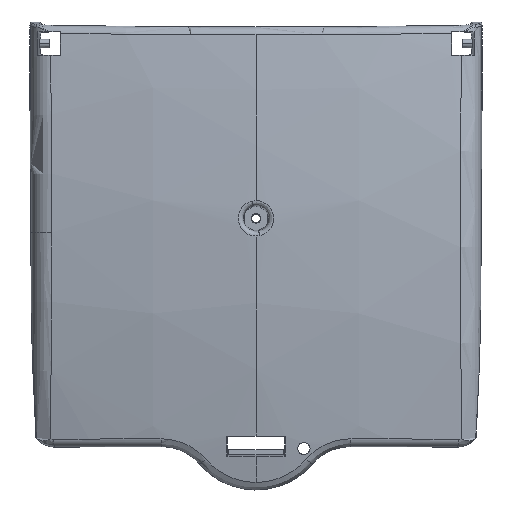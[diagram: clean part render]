
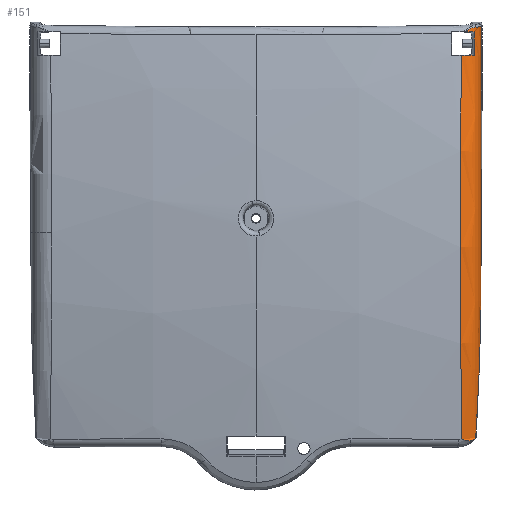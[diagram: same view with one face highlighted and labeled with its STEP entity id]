
A CAD part, top view. The second image highlights one B-rep face of the part: STEP entity #151.
In plain terms, the highlighted toroidal (fillet/blend) face has major radius 252.374 mm and minor radius 5 mm.
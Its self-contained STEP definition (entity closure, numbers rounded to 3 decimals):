
#30 = EDGE_CURVE ( 'NONE', #5039, #1883, #2888, .T. ) ;
#56 = CARTESIAN_POINT ( 'NONE',  ( 44.919, 41.963, 11.387 ) ) ;
#71 = B_SPLINE_CURVE_WITH_KNOTS ( 'NONE', 3,
 ( #2962, #5422, #5014, #99, #2548, #3466, #4000, #3971 ),
 .UNSPECIFIED., .F., .F.,
 ( 4, 2, 2, 4 ),
 ( 0., 0.001, 0.002, 0.003 ),
 .UNSPECIFIED. ) ;
#99 = CARTESIAN_POINT ( 'NONE',  ( 45.187, 42.753, 11.037 ) ) ;
#120 = ORIENTED_EDGE ( 'NONE', *, *, #4374, .F. ) ;
#151 = ADVANCED_FACE ( 'NONE', ( #6000 ), #2307, .T. ) ;
#187 = CARTESIAN_POINT ( 'NONE',  ( 45.543, 37.031, 11.58 ) ) ;
#254 = CARTESIAN_POINT ( 'NONE',  ( 46.926, -14.178, 10.491 ) ) ;
#324 = CARTESIAN_POINT ( 'NONE',  ( 43.325, 36.983, 12.933 ) ) ;
#334 = CARTESIAN_POINT ( 'NONE',  ( 45.415, -43.13, 10.775 ) ) ;
#366 = CARTESIAN_POINT ( 'NONE',  ( 45.623, -43.007, 10.588 ) ) ;
#390 = CARTESIAN_POINT ( 'NONE',  ( 43.819, 36.989, 12.766 ) ) ;
#396 = CARTESIAN_POINT ( 'NONE',  ( 45.799, -42.849, 10.406 ) ) ;
#493 = ORIENTED_EDGE ( 'NONE', *, *, #2871, .F. ) ;
#536 = ORIENTED_EDGE ( 'NONE', *, *, #3503, .F. ) ;
#706 = DIRECTION ( 'NONE',  ( 0.026, 0., -1. ) ) ;
#763 = VERTEX_POINT ( 'NONE', #2822 ) ;
#841 = CARTESIAN_POINT ( 'NONE',  ( 43.097, -43.121, 12.003 ) ) ;
#874 = CARTESIAN_POINT ( 'NONE',  ( 45.543, 37.031, 11.58 ) ) ;
#901 = CARTESIAN_POINT ( 'NONE',  ( 44.711, -43.344, 11.292 ) ) ;
#926 = CARTESIAN_POINT ( 'NONE',  ( 47.013, 43.108, 7.182 ) ) ;
#1067 = CARTESIAN_POINT ( 'NONE',  ( 44.237, 41.977, 11.799 ) ) ;
#1073 = B_SPLINE_CURVE_WITH_KNOTS ( 'NONE', 3,
 ( #4016, #4430, #56, #1067, #1975, #1501 ),
 .UNSPECIFIED., .F., .F.,
 ( 4, 2, 4 ),
 ( 0., 0.001, 0.002 ),
 .UNSPECIFIED. ) ;
#1189 = CARTESIAN_POINT ( 'NONE',  ( 46.92, -16.565, 10.725 ) ) ;
#1436 = CARTESIAN_POINT ( 'NONE',  ( 45.912, 42.916, 10.258 ) ) ;
#1501 = CARTESIAN_POINT ( 'NONE',  ( 43.485, 41.987, 12.085 ) ) ;
#1634 = EDGE_CURVE ( 'NONE', #5512, #4027, #5789, .T. ) ;
#1640 = B_SPLINE_CURVE_WITH_KNOTS ( 'NONE', 3,
 ( #4731, #324, #390, #5686, #3211, #1702, #3177, #5551 ),
 .UNSPECIFIED., .F., .F.,
 ( 4, 2, 2, 4 ),
 ( 0., 0.002, 0.002, 0.003 ),
 .UNSPECIFIED. ) ;
#1702 = CARTESIAN_POINT ( 'NONE',  ( 45.162, 37.018, 11.943 ) ) ;
#1748 = CARTESIAN_POINT ( 'NONE',  ( 42.96, -43.068, 12.04 ) ) ;
#1768 = ORIENTED_EDGE ( 'NONE', *, *, #1634, .F. ) ;
#1834 = EDGE_CURVE ( 'NONE', #2486, #5591, #4208, .T. ) ;
#1855 = ORIENTED_EDGE ( 'NONE', *, *, #1834, .T. ) ;
#1883 = VERTEX_POINT ( 'NONE', #2856 ) ;
#1975 = CARTESIAN_POINT ( 'NONE',  ( 43.866, 41.983, 11.966 ) ) ;
#1981 = DIRECTION ( 'NONE',  ( 1., 0., 0.026 ) ) ;
#2037 = ORIENTED_EDGE ( 'NONE', *, *, #5150, .T. ) ;
#2089 = DIRECTION ( 'NONE',  ( 1., 0., 0.026 ) ) ;
#2114 = ORIENTED_EDGE ( 'NONE', *, *, #30, .T. ) ;
#2207 = AXIS2_PLACEMENT_3D ( 'NONE', #5520, #2089, #706 ) ;
#2212 = CARTESIAN_POINT ( 'NONE',  ( 43.369, -43.211, 11.918 ) ) ;
#2307 = TOROIDAL_SURFACE ( 'NONE', #2207, 252.374, 5. ) ;
#2407 = CARTESIAN_POINT ( 'NONE',  ( 47.013, 43.108, 7.182 ) ) ;
#2486 = VERTEX_POINT ( 'NONE', #926 ) ;
#2548 = CARTESIAN_POINT ( 'NONE',  ( 44.986, 42.679, 11.207 ) ) ;
#2646 = AXIS2_PLACEMENT_3D ( 'NONE', #5070, #2731, #3162 ) ;
#2731 = DIRECTION ( 'NONE',  ( -1., 0., -0.026 ) ) ;
#2766 = B_SPLINE_CURVE_WITH_KNOTS ( 'NONE', 3,
 ( #5983, #6037, #5630, #6108, #6076, #5597, #1189, #5036 ),
 .UNSPECIFIED., .F., .F.,
 ( 4, 2, 2, 4 ),
 ( 0., 0.014, 0.022, 0.029 ),
 .UNSPECIFIED. ) ;
#2783 = CARTESIAN_POINT ( 'NONE',  ( 43.917, -43.329, 11.706 ) ) ;
#2822 = CARTESIAN_POINT ( 'NONE',  ( 43.485, 41.987, 12.085 ) ) ;
#2856 = CARTESIAN_POINT ( 'NONE',  ( 45.799, -42.849, 10.406 ) ) ;
#2871 = EDGE_CURVE ( 'NONE', #2486, #4438, #3334, .T. ) ;
#2888 = B_SPLINE_CURVE_WITH_KNOTS ( 'NONE', 3,
 ( #5244, #1748, #841, #2212, #5695, #4677, #2783, #4644, #5214, #901, #3764, #334, #366, #396 ),
 .UNSPECIFIED., .F., .F.,
 ( 4, 2, 2, 2, 2, 2, 4 ),
 ( 0., 0., 0.001, 0.001, 0.002, 0.003, 0.004 ),
 .UNSPECIFIED. ) ;
#2906 = CARTESIAN_POINT ( 'NONE',  ( 45.912, 42.916, 10.258 ) ) ;
#2962 = CARTESIAN_POINT ( 'NONE',  ( 45.912, 42.916, 10.258 ) ) ;
#3162 = DIRECTION ( 'NONE',  ( -0.026, 0., 1. ) ) ;
#3177 = CARTESIAN_POINT ( 'NONE',  ( 45.359, 37.024, 11.77 ) ) ;
#3211 = CARTESIAN_POINT ( 'NONE',  ( 44.742, 37.007, 12.256 ) ) ;
#3303 = CARTESIAN_POINT ( 'NONE',  ( 42.828, -43.009, 12.073 ) ) ;
#3334 = CIRCLE ( 'NONE', #3844, 252.374 ) ;
#3345 = CIRCLE ( 'NONE', #2646, 257.284 ) ;
#3466 = CARTESIAN_POINT ( 'NONE',  ( 44.371, 42.428, 11.665 ) ) ;
#3503 = EDGE_CURVE ( 'NONE', #4027, #763, #1073, .T. ) ;
#3698 = CARTESIAN_POINT ( 'NONE',  ( 45.535, 38.671, 11.355 ) ) ;
#3740 = CARTESIAN_POINT ( 'NONE',  ( 42.803, 36.98, 13.021 ) ) ;
#3748 = CARTESIAN_POINT ( 'NONE',  ( 45.518, 41.944, 10.859 ) ) ;
#3764 = CARTESIAN_POINT ( 'NONE',  ( 44.962, -43.298, 11.126 ) ) ;
#3844 = AXIS2_PLACEMENT_3D ( 'NONE', #6240, #1981, #3901 ) ;
#3892 = CARTESIAN_POINT ( 'NONE',  ( 46.255, 42.944, 9.819 ) ) ;
#3901 = DIRECTION ( 'NONE',  ( 0.026, 0., -1. ) ) ;
#3971 = CARTESIAN_POINT ( 'NONE',  ( 43.485, 41.987, 12.085 ) ) ;
#4000 = CARTESIAN_POINT ( 'NONE',  ( 43.94, 42.219, 11.904 ) ) ;
#4016 = CARTESIAN_POINT ( 'NONE',  ( 45.518, 41.944, 10.859 ) ) ;
#4027 = VERTEX_POINT ( 'NONE', #3748 ) ;
#4208 = B_SPLINE_CURVE_WITH_KNOTS ( 'NONE', 3,
 ( #2407, #4332, #4840, #4902, #3892, #1436 ),
 .UNSPECIFIED., .F., .F.,
 ( 4, 2, 4 ),
 ( 0., 0.002, 0.003 ),
 .UNSPECIFIED. ) ;
#4332 = CARTESIAN_POINT ( 'NONE',  ( 46.998, 43.074, 7.739 ) ) ;
#4374 = EDGE_CURVE ( 'NONE', #5039, #4457, #3345, .T. ) ;
#4430 = CARTESIAN_POINT ( 'NONE',  ( 45.232, 41.954, 11.143 ) ) ;
#4438 = VERTEX_POINT ( 'NONE', #254 ) ;
#4457 = VERTEX_POINT ( 'NONE', #3740 ) ;
#4644 = CARTESIAN_POINT ( 'NONE',  ( 44.188, -43.354, 11.579 ) ) ;
#4677 = CARTESIAN_POINT ( 'NONE',  ( 43.779, -43.307, 11.765 ) ) ;
#4731 = CARTESIAN_POINT ( 'NONE',  ( 42.803, 36.98, 13.021 ) ) ;
#4744 = CARTESIAN_POINT ( 'NONE',  ( 45.518, 41.944, 10.859 ) ) ;
#4800 = EDGE_LOOP ( 'NONE', ( #2114, #5956, #493, #1855, #2037, #536, #1768, #6142, #120 ) ) ;
#4840 = CARTESIAN_POINT ( 'NONE',  ( 46.898, 43.04, 8.279 ) ) ;
#4902 = CARTESIAN_POINT ( 'NONE',  ( 46.526, 42.974, 9.325 ) ) ;
#5014 = CARTESIAN_POINT ( 'NONE',  ( 45.565, 42.864, 10.67 ) ) ;
#5036 = CARTESIAN_POINT ( 'NONE',  ( 46.926, -14.178, 10.491 ) ) ;
#5039 = VERTEX_POINT ( 'NONE', #3303 ) ;
#5070 = CARTESIAN_POINT ( 'NONE',  ( 49.468, 0., -241.505 ) ) ;
#5150 = EDGE_CURVE ( 'NONE', #5591, #763, #71, .T. ) ;
#5214 = CARTESIAN_POINT ( 'NONE',  ( 44.32, -43.358, 11.511 ) ) ;
#5244 = CARTESIAN_POINT ( 'NONE',  ( 42.828, -43.009, 12.073 ) ) ;
#5249 = CARTESIAN_POINT ( 'NONE',  ( 45.527, 40.309, 11.114 ) ) ;
#5422 = CARTESIAN_POINT ( 'NONE',  ( 45.744, 42.903, 10.472 ) ) ;
#5512 = VERTEX_POINT ( 'NONE', #187 ) ;
#5520 = CARTESIAN_POINT ( 'NONE',  ( 48.524, 0., -241.529 ) ) ;
#5527 = EDGE_CURVE ( 'NONE', #1883, #4438, #2766, .T. ) ;
#5551 = CARTESIAN_POINT ( 'NONE',  ( 45.543, 37.031, 11.58 ) ) ;
#5591 = VERTEX_POINT ( 'NONE', #2906 ) ;
#5597 = CARTESIAN_POINT ( 'NONE',  ( 46.875, -18.956, 10.897 ) ) ;
#5630 = CARTESIAN_POINT ( 'NONE',  ( 46.32, -33.313, 11.152 ) ) ;
#5686 = CARTESIAN_POINT ( 'NONE',  ( 44.519, 37.002, 12.398 ) ) ;
#5695 = CARTESIAN_POINT ( 'NONE',  ( 43.505, -43.248, 11.871 ) ) ;
#5726 = EDGE_CURVE ( 'NONE', #4457, #5512, #1640, .T. ) ;
#5789 = B_SPLINE_CURVE_WITH_KNOTS ( 'NONE', 3,
 ( #874, #3698, #5249, #4744 ),
 .UNSPECIFIED., .F., .F.,
 ( 4, 4 ),
 ( 0., 0.005 ),
 .UNSPECIFIED. ) ;
#5956 = ORIENTED_EDGE ( 'NONE', *, *, #5527, .T. ) ;
#5983 = CARTESIAN_POINT ( 'NONE',  ( 45.799, -42.849, 10.406 ) ) ;
#6000 = FACE_OUTER_BOUND ( 'NONE', #4800, .T. ) ;
#6037 = CARTESIAN_POINT ( 'NONE',  ( 46.048, -38.085, 10.898 ) ) ;
#6076 = CARTESIAN_POINT ( 'NONE',  ( 46.737, -23.743, 11.123 ) ) ;
#6108 = CARTESIAN_POINT ( 'NONE',  ( 46.643, -26.139, 11.175 ) ) ;
#6142 = ORIENTED_EDGE ( 'NONE', *, *, #5726, .F. ) ;
#6240 = CARTESIAN_POINT ( 'NONE',  ( 53.522, 0., -241.398 ) ) ;
